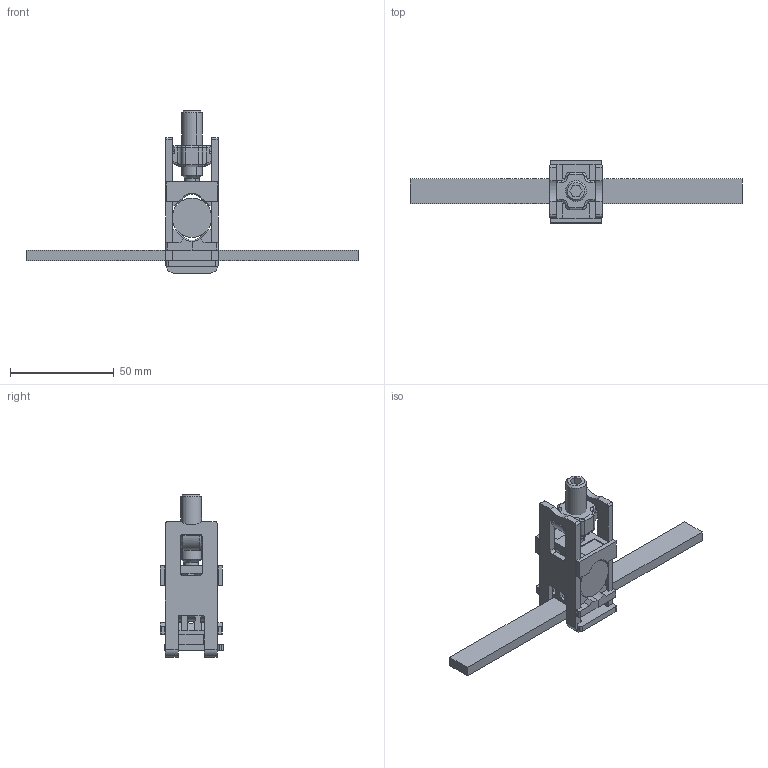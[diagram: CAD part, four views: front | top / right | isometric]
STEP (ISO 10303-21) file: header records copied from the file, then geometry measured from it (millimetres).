
FILE_DESCRIPTION(('CATIA V5 STEP'),'2;1');
FILE_NAME('K1401005_Sammelschienenklemme_KS1G.stp','2011-11-28T10:46:59+00:00',('none'),('Jean Müller GmbH'),'CATIA Version 5 Release 19 SP 9 (IN-10)','CATIA V5 STEP AP214','none');
FILE_SCHEMA(('AUTOMOTIVE_DESIGN { 1 0 10303 214 1 1 1 1 }'));
Length unit declared in the file: millimetre
Products named in the file (10): K1401005_Sammelschienenklemme KS1G; 83751_SK-Rahmenklemme KS1G; 58831_Rahmen; 70279_Druckstueck; 70313_Druckstueck; 70155_Klemmenmutter_M10; 66022_Gewindestift; 14735_26_Schiene_5x12_lang; 14735_05_Kabel_240qmm; 58841_Lasche KS1
Assembly tree (9 placements, depth 3):
  K1401005_Sammelschienenklemme KS1G
    83751_SK-Rahmenklemme KS1G
      58831_Rahmen
      70279_Druckstueck
      70313_Druckstueck
      70155_Klemmenmutter_M10
      66022_Gewindestift
      14735_26_Schiene_5x12_lang
      14735_05_Kabel_240qmm
      58841_Lasche KS1
Bounding box: 160 x 30.75 x 78.12 mm (x, y, z)
Volume: 37155.5 mm3; surface area: 23541 mm2
Topology: 8 solids, 8 shells, 509 faces, 1313 edges, 811 vertices
Faces by surface type: plane 303, cylinder 110, bspline 50, cone 38, torus 8
Entity records: 19256 total; most frequent: CARTESIAN_POINT 4910, ORIENTED_EDGE 2618, DIRECTION 1873, EDGE_CURVE 1309, VECTOR 866, LINE 866, VERTEX_POINT 811, AXIS2_PLACEMENT_3D 636
